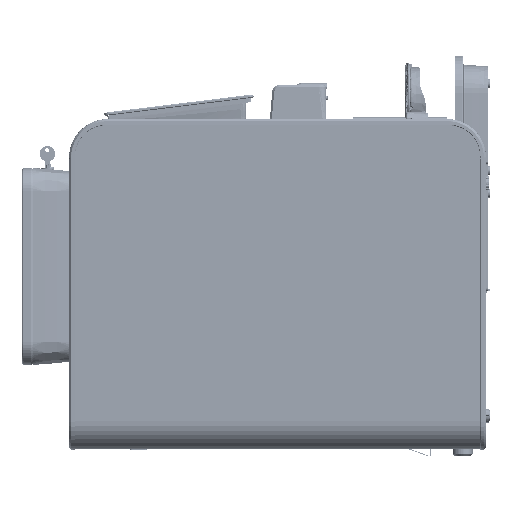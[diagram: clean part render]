
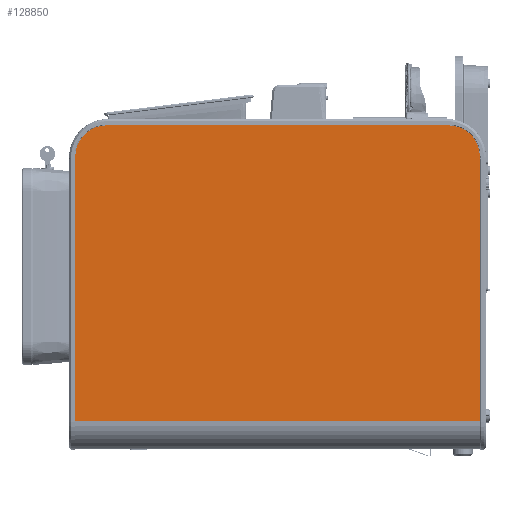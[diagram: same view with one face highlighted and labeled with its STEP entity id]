
A CAD part, left-side view. The second image highlights one B-rep face of the part: STEP entity #128850.
In plain terms, the highlighted planar face has unit normal (-1, 0, 0).
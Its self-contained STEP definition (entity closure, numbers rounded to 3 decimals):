
#17355=CIRCLE('',#137343,40.);
#17356=CIRCLE('',#137344,40.);
#24619=FACE_OUTER_BOUND('',#30578,.T.);
#30578=EDGE_LOOP('',(#105333,#105334,#105335,#105336,#105337,#105338));
#38521=LINE('',#224043,#48380);
#38522=LINE('',#224047,#48381);
#38523=LINE('',#224049,#48382);
#38524=LINE('',#224050,#48383);
#48380=VECTOR('',#157667,10.);
#48381=VECTOR('',#157670,10.);
#48382=VECTOR('',#157671,10.);
#48383=VECTOR('',#157672,10.);
#59875=VERTEX_POINT('',#224039);
#59876=VERTEX_POINT('',#224040);
#59877=VERTEX_POINT('',#224042);
#59878=VERTEX_POINT('',#224044);
#59879=VERTEX_POINT('',#224046);
#59880=VERTEX_POINT('',#224048);
#78130=EDGE_CURVE('',#59875,#59876,#17355,.T.);
#78131=EDGE_CURVE('',#59877,#59875,#38521,.T.);
#78132=EDGE_CURVE('',#59878,#59877,#17356,.T.);
#78133=EDGE_CURVE('',#59879,#59878,#38522,.T.);
#78134=EDGE_CURVE('',#59880,#59879,#38523,.T.);
#78135=EDGE_CURVE('',#59876,#59880,#38524,.T.);
#105333=ORIENTED_EDGE('',*,*,#78130,.F.);
#105334=ORIENTED_EDGE('',*,*,#78131,.F.);
#105335=ORIENTED_EDGE('',*,*,#78132,.F.);
#105336=ORIENTED_EDGE('',*,*,#78133,.F.);
#105337=ORIENTED_EDGE('',*,*,#78134,.F.);
#105338=ORIENTED_EDGE('',*,*,#78135,.F.);
#124996=PLANE('',#137342);
#128850=ADVANCED_FACE('',(#24619),#124996,.F.);
#137342=AXIS2_PLACEMENT_3D('',#224038,#157663,#157664);
#137343=AXIS2_PLACEMENT_3D('',#224041,#157665,#157666);
#137344=AXIS2_PLACEMENT_3D('',#224045,#157668,#157669);
#157663=DIRECTION('center_axis',(1.,0.,0.));
#157664=DIRECTION('ref_axis',(0.,1.,0.));
#157665=DIRECTION('center_axis',(1.,0.,0.));
#157666=DIRECTION('ref_axis',(0.,-0.707,0.707));
#157667=DIRECTION('',(0.,-1.,0.));
#157668=DIRECTION('center_axis',(1.,0.,0.));
#157669=DIRECTION('ref_axis',(0.,0.707,0.707));
#157670=DIRECTION('',(0.,0.,1.));
#157671=DIRECTION('',(0.,1.,0.));
#157672=DIRECTION('',(0.,0.,-1.));
#224038=CARTESIAN_POINT('Origin',(-189.5,260.6,-15.554));
#224039=CARTESIAN_POINT('',(-189.5,40.6,208.1));
#224040=CARTESIAN_POINT('',(-189.5,0.6,168.1));
#224041=CARTESIAN_POINT('Origin',(-189.5,40.6,168.1));
#224042=CARTESIAN_POINT('',(-189.5,480.6,208.1));
#224043=CARTESIAN_POINT('',(-189.5,0.6,208.1));
#224044=CARTESIAN_POINT('',(-189.5,520.6,168.1));
#224045=CARTESIAN_POINT('Origin',(-189.5,480.6,168.1));
#224046=CARTESIAN_POINT('',(-189.5,520.6,-172.5));
#224047=CARTESIAN_POINT('',(-189.5,520.6,208.1));
#224048=CARTESIAN_POINT('',(-189.5,0.6,-172.5));
#224049=CARTESIAN_POINT('',(-189.5,260.6,-172.5));
#224050=CARTESIAN_POINT('',(-189.5,0.6,-231.508));
